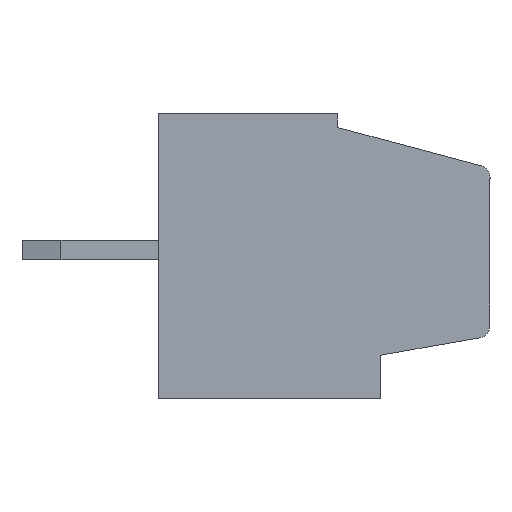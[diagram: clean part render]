
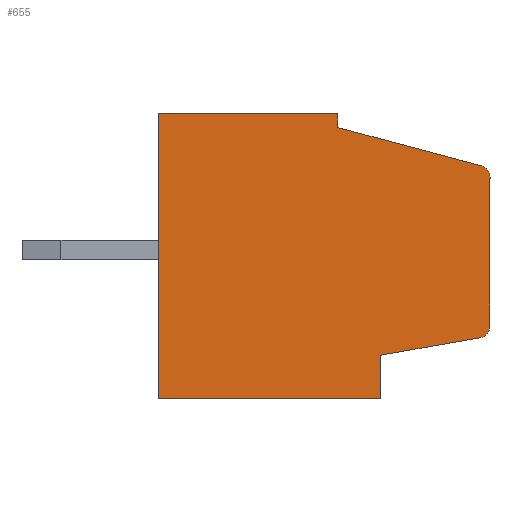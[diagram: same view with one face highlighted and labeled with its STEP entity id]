
A CAD part, left-side view. The second image highlights one B-rep face of the part: STEP entity #655.
In plain terms, the highlighted planar face has unit normal (-1, 0, 0).
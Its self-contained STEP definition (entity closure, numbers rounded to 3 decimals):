
#655 = ADVANCED_FACE( '', ( #1581 ), #1582, .F. );
#1581 = FACE_OUTER_BOUND( '', #2834, .T. );
#1582 = PLANE( '', #2835 );
#2834 = EDGE_LOOP( '', ( #4714, #4715, #4716, #4717, #4718, #4719, #4720, #4721, #4722, #4723 ) );
#2835 = AXIS2_PLACEMENT_3D( '', #4724, #4725, #4726 );
#4714 = ORIENTED_EDGE( '', *, *, #7391, .T. );
#4715 = ORIENTED_EDGE( '', *, *, #7392, .F. );
#4716 = ORIENTED_EDGE( '', *, *, #7393, .F. );
#4717 = ORIENTED_EDGE( '', *, *, #7394, .F. );
#4718 = ORIENTED_EDGE( '', *, *, #7395, .F. );
#4719 = ORIENTED_EDGE( '', *, *, #7396, .F. );
#4720 = ORIENTED_EDGE( '', *, *, #7397, .F. );
#4721 = ORIENTED_EDGE( '', *, *, #7363, .F. );
#4722 = ORIENTED_EDGE( '', *, *, #7398, .T. );
#4723 = ORIENTED_EDGE( '', *, *, #7160, .F. );
#4724 = CARTESIAN_POINT( '', ( 0., 2.296, 40. ) );
#4725 = DIRECTION( '', ( 1., 0., 0. ) );
#4726 = DIRECTION( '', ( 0., 1., 0. ) );
#7160 = EDGE_CURVE( '', #8608, #8604, #8610, .T. );
#7363 = EDGE_CURVE( '', #8927, #8929, #8930, .T. );
#7391 = EDGE_CURVE( '', #8608, #8975, #8976, .F. );
#7392 = EDGE_CURVE( '', #8977, #8975, #8978, .T. );
#7393 = EDGE_CURVE( '', #8979, #8977, #8980, .T. );
#7394 = EDGE_CURVE( '', #8981, #8979, #8982, .T. );
#7395 = EDGE_CURVE( '', #8983, #8981, #8984, .T. );
#7396 = EDGE_CURVE( '', #8985, #8983, #8986, .T. );
#7397 = EDGE_CURVE( '', #8929, #8985, #8987, .T. );
#7398 = EDGE_CURVE( '', #8927, #8604, #8988, .F. );
#8604 = VERTEX_POINT( '', #10590 );
#8608 = VERTEX_POINT( '', #10596 );
#8610 = LINE( '', #10599, #10600 );
#8927 = VERTEX_POINT( '', #11029 );
#8929 = VERTEX_POINT( '', #11032 );
#8930 = LINE( '', #11033, #11034 );
#8975 = VERTEX_POINT( '', #11097 );
#8976 = CIRCLE( '', #11098, 0.3 );
#8977 = VERTEX_POINT( '', #11099 );
#8978 = LINE( '', #11100, #11101 );
#8979 = VERTEX_POINT( '', #11102 );
#8980 = LINE( '', #11103, #11104 );
#8981 = VERTEX_POINT( '', #11105 );
#8982 = LINE( '', #11106, #11107 );
#8983 = VERTEX_POINT( '', #11108 );
#8984 = LINE( '', #11109, #11110 );
#8985 = VERTEX_POINT( '', #11111 );
#8986 = LINE( '', #11112, #11113 );
#8987 = LINE( '', #11114, #11115 );
#8988 = CIRCLE( '', #11116, 0.3 );
#10590 = CARTESIAN_POINT( '', ( 0., -3.9, 34.552 ) );
#10596 = CARTESIAN_POINT( '', ( 0., -3.9, 38.37 ) );
#10599 = CARTESIAN_POINT( '', ( 0., -3.9, 34.552 ) );
#10600 = VECTOR( '', #12569, 1000. );
#11029 = CARTESIAN_POINT( '', ( 0., -3.652, 34.256 ) );
#11032 = CARTESIAN_POINT( '', ( 0., -1.1, 33.806 ) );
#11033 = CARTESIAN_POINT( '', ( 0., -1.1, 33.806 ) );
#11034 = VECTOR( '', #12806, 1000. );
#11097 = CARTESIAN_POINT( '', ( 0., -3.678, 38.66 ) );
#11098 = AXIS2_PLACEMENT_3D( '', #12831, #12832, #12833 );
#11099 = CARTESIAN_POINT( '', ( 0., 0., 39.645 ) );
#11100 = CARTESIAN_POINT( '', ( 0., -3.678, 38.66 ) );
#11101 = VECTOR( '', #12834, 1000. );
#11102 = CARTESIAN_POINT( '', ( 0., 0., 40. ) );
#11103 = CARTESIAN_POINT( '', ( 0., 0., 39.645 ) );
#11104 = VECTOR( '', #12835, 1000. );
#11105 = CARTESIAN_POINT( '', ( 0., 4.6, 40. ) );
#11106 = CARTESIAN_POINT( '', ( 0., 0., 40. ) );
#11107 = VECTOR( '', #12836, 1000. );
#11108 = CARTESIAN_POINT( '', ( 0., 4.6, 32.7 ) );
#11109 = CARTESIAN_POINT( '', ( 0., 4.6, 40. ) );
#11110 = VECTOR( '', #12837, 1000. );
#11111 = CARTESIAN_POINT( '', ( 0., -1.1, 32.7 ) );
#11112 = CARTESIAN_POINT( '', ( 0., 4.6, 32.7 ) );
#11113 = VECTOR( '', #12838, 1000. );
#11114 = CARTESIAN_POINT( '', ( 0., -1.1, 32.7 ) );
#11115 = VECTOR( '', #12839, 1000. );
#11116 = AXIS2_PLACEMENT_3D( '', #12840, #12841, #12842 );
#12569 = DIRECTION( '', ( 0., 0., -1. ) );
#12806 = DIRECTION( '', ( 0., 0.985, -0.174 ) );
#12831 = CARTESIAN_POINT( '', ( 0., -3.6, 38.37 ) );
#12832 = DIRECTION( '', ( 1., 0., 0. ) );
#12833 = DIRECTION( '', ( 0., 0., -1. ) );
#12834 = DIRECTION( '', ( 0., -0.966, -0.259 ) );
#12835 = DIRECTION( '', ( 0., 0., -1. ) );
#12836 = DIRECTION( '', ( 0., -1., 0. ) );
#12837 = DIRECTION( '', ( 0., 0., 1. ) );
#12838 = DIRECTION( '', ( 0., 1., 0. ) );
#12839 = DIRECTION( '', ( 0., 0., -1. ) );
#12840 = CARTESIAN_POINT( '', ( 0., -3.6, 34.552 ) );
#12841 = DIRECTION( '', ( 1., 0., 0. ) );
#12842 = DIRECTION( '', ( 0., 0., -1. ) );
